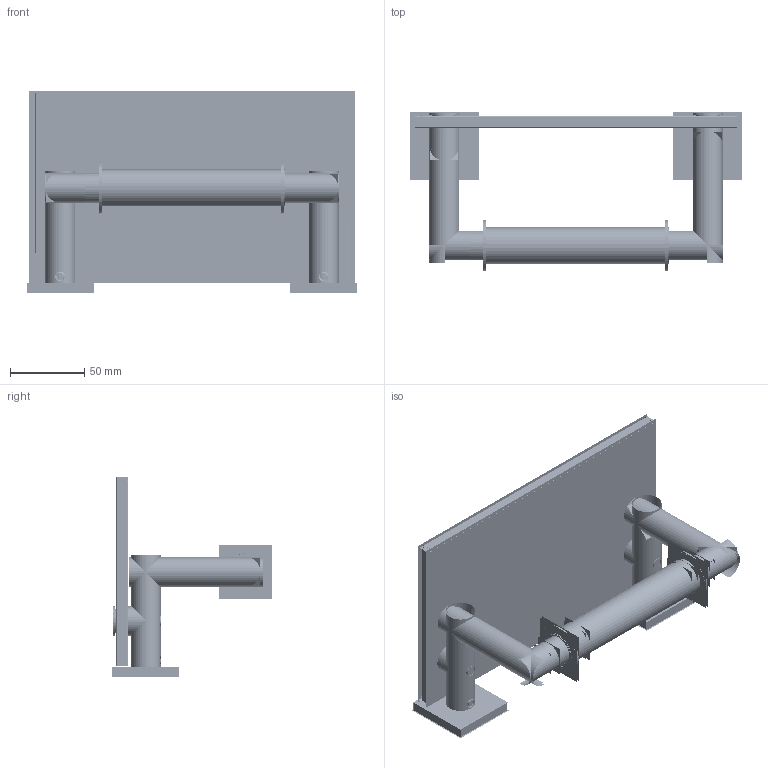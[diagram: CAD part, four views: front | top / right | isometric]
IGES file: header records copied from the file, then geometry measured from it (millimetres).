
Start section:  PTC IGES file: 5327_asm.igs
Global section: file name: 5327_asm.igs; native system: Creo Parametric by Parametric Technology Corporation; preprocessor: 2013150; author: rsmith; organization: Unknown; date: 20150813.143447; units: inch
Bounding box: 224.03 x 108.4 x 135.98 mm (x, y, z)
Surface area: 904116.7 mm2 (no closed solid volume)
Topology: 0 solids, 0 shells, 2264 faces, 34757 edges, 45816 vertices
Faces by surface type: revolution 1590, bspline 674
